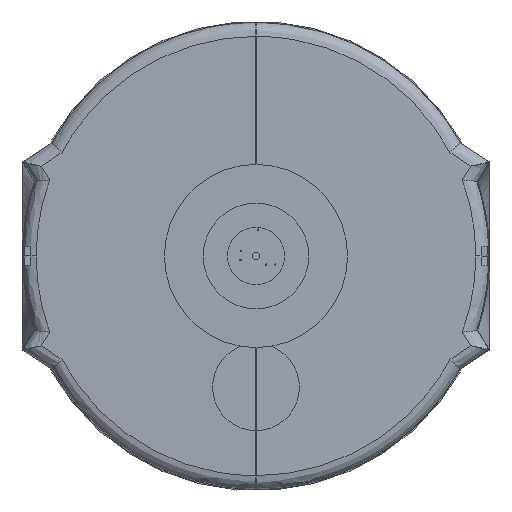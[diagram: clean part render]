
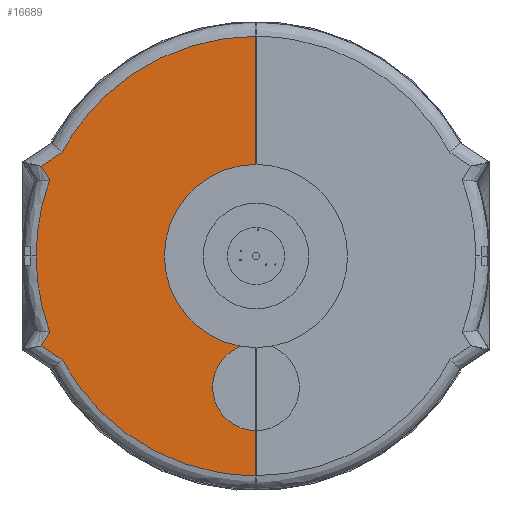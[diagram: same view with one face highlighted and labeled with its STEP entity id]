
A CAD part, front view. The second image highlights one B-rep face of the part: STEP entity #16689.
In plain terms, the highlighted planar face has unit normal (-0.018, -1, 0).
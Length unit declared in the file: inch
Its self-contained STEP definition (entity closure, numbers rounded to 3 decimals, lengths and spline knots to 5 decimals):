
#329 = AXIS2_PLACEMENT_3D ( 'NONE', #11342, #11386, #11387 ) ;
#572 = EDGE_CURVE ( 'NONE', #18171, #18130, #4457, .T. ) ;
#667 = EDGE_CURVE ( 'NONE', #18228, #18233, #4378, .T. ) ;
#878 = CARTESIAN_POINT ( 'NONE',  ( -1.34694, 1.21723, -0.52021 ) ) ;
#879 = CARTESIAN_POINT ( 'NONE',  ( -1.36526, 1.21755, -0.54934 ) ) ;
#883 = CARTESIAN_POINT ( 'NONE',  ( -1.32862, 1.21691, -0.49107 ) ) ;
#884 = CARTESIAN_POINT ( 'NONE',  ( -1.38358, 1.21787, -0.57847 ) ) ;
#3786 = CARTESIAN_POINT ( 'NONE',  ( -1.34694, 1.21723, 0.52021 ) ) ;
#3797 = CARTESIAN_POINT ( 'NONE',  ( -1.36526, 1.21755, 0.54934 ) ) ;
#3803 = CARTESIAN_POINT ( 'NONE',  ( -1.38358, 1.21787, 0.57847 ) ) ;
#3804 = CARTESIAN_POINT ( 'NONE',  ( -1.32862, 1.21691, 0.49107 ) ) ;
#3935 = DIRECTION ( 'NONE',  ( 0., 0., -1. ) ) ;
#3936 = CARTESIAN_POINT ( 'NONE',  ( 0., 1.19372, 1.505 ) ) ;
#4373 =( BOUNDED_CURVE ( )  B_SPLINE_CURVE ( 3, ( #7154, #7137, #7143, #7155 ),
 .UNSPECIFIED., .F., .F. ) 
 B_SPLINE_CURVE_WITH_KNOTS ( ( 4, 4 ),
 ( 4.71128, 5.7921 ),
 .UNSPECIFIED. ) 
 CURVE ( )  GEOMETRIC_REPRESENTATION_ITEM ( )  RATIONAL_B_SPLINE_CURVE ( ( 1., 0.905, 0.905, 1. ) ) 
 REPRESENTATION_ITEM ( '' )  );
#4378 = B_SPLINE_CURVE_WITH_KNOTS ( 'NONE', 3,
 ( #883, #878, #879, #884 ),
 .UNSPECIFIED., .F., .F.,
 ( 4, 4 ),
 ( 0., 0.00262 ),
 .UNSPECIFIED. ) ;
#4417 =( BOUNDED_CURVE ( )  B_SPLINE_CURVE ( 3, ( #15658, #15660, #15674, #15675 ),
 .UNSPECIFIED., .F., .F. ) 
 B_SPLINE_CURVE_WITH_KNOTS ( ( 4, 4 ),
 ( 5.92876, 6.28319 ),
 .UNSPECIFIED. ) 
 CURVE ( )  GEOMETRIC_REPRESENTATION_ITEM ( )  RATIONAL_B_SPLINE_CURVE ( ( 1., 0.99, 0.99, 1. ) ) 
 REPRESENTATION_ITEM ( '' )  );
#4457 = B_SPLINE_CURVE_WITH_KNOTS ( 'NONE', 3,
 ( #3803, #3797, #3786, #3804 ),
 .UNSPECIFIED., .F., .F.,
 ( 4, 4 ),
 ( 0., 0.00262 ),
 .UNSPECIFIED. ) ;
#4479 = B_SPLINE_CURVE_WITH_KNOTS ( 'NONE', 3,
 ( #5346, #5347, #5351, #5352 ),
 .UNSPECIFIED., .F., .F.,
 ( 4, 4 ),
 ( 0., 0.00409 ),
 .UNSPECIFIED. ) ;
#4495 =( BOUNDED_CURVE ( )  B_SPLINE_CURVE ( 3, ( #15782, #15766, #15784, #15785 ),
 .UNSPECIFIED., .F., .T. ) 
 B_SPLINE_CURVE_WITH_KNOTS ( ( 4, 4 ),
 ( 0.49109, 1.57191 ),
 .UNSPECIFIED. ) 
 CURVE ( )  GEOMETRIC_REPRESENTATION_ITEM ( )  RATIONAL_B_SPLINE_CURVE ( ( 1., 0.905, 0.905, 1. ) ) 
 REPRESENTATION_ITEM ( '' )  );
#4534 =( BOUNDED_CURVE ( )  B_SPLINE_CURVE ( 3, ( #4997, #4998, #5004, #5005 ),
 .UNSPECIFIED., .F., .F. ) 
 B_SPLINE_CURVE_WITH_KNOTS ( ( 4, 4 ),
 ( 0., 0.35442 ),
 .UNSPECIFIED. ) 
 CURVE ( )  GEOMETRIC_REPRESENTATION_ITEM ( )  RATIONAL_B_SPLINE_CURVE ( ( 1., 0.99, 0.99, 1. ) ) 
 REPRESENTATION_ITEM ( '' )  );
#4537 =( BOUNDED_CURVE ( )  B_SPLINE_CURVE ( 3, ( #15743, #15734, #15736, #15745 ),
 .UNSPECIFIED., .F., .F. ) 
 B_SPLINE_CURVE_WITH_KNOTS ( ( 4, 4 ),
 ( 4.71239, 7.85398 ),
 .UNSPECIFIED. ) 
 CURVE ( )  GEOMETRIC_REPRESENTATION_ITEM ( )  RATIONAL_B_SPLINE_CURVE ( ( 1., 0.333, 0.333, 1. ) ) 
 REPRESENTATION_ITEM ( '' )  );
#4549 = B_SPLINE_CURVE_WITH_KNOTS ( 'NONE', 3,
 ( #7208, #7207, #7283, #7284 ),
 .UNSPECIFIED., .F., .F.,
 ( 4, 4 ),
 ( 0., 0.00409 ),
 .UNSPECIFIED. ) ;
#4997 = CARTESIAN_POINT ( 'NONE',  ( -1.41657, 1.21844, 0. ) ) ;
#4998 = CARTESIAN_POINT ( 'NONE',  ( -1.41657, 1.21844, -0.16805 ) ) ;
#5004 = CARTESIAN_POINT ( 'NONE',  ( -1.38695, 1.21793, -0.33347 ) ) ;
#5005 = CARTESIAN_POINT ( 'NONE',  ( -1.32862, 1.21691, -0.49107 ) ) ;
#5346 = CARTESIAN_POINT ( 'NONE',  ( -1.38358, 1.21787, -0.57847 ) ) ;
#5347 = CARTESIAN_POINT ( 'NONE',  ( -1.33883, 1.21709, -0.60808 ) ) ;
#5351 = CARTESIAN_POINT ( 'NONE',  ( -1.29409, 1.2163, -0.63768 ) ) ;
#5352 = CARTESIAN_POINT ( 'NONE',  ( -1.24935, 1.21552, -0.66729 ) ) ;
#6261 = CARTESIAN_POINT ( 'NONE',  ( -1.32862, 1.21691, 0.49107 ) ) ;
#6263 = CARTESIAN_POINT ( 'NONE',  ( -1.41657, 1.21844, 0. ) ) ;
#6270 = CARTESIAN_POINT ( 'NONE',  ( 0., 1.19372, -0.375 ) ) ;
#6274 = CARTESIAN_POINT ( 'NONE',  ( 0., 1.19372, 0.375 ) ) ;
#6275 = CARTESIAN_POINT ( 'NONE',  ( 0., 1.19372, -1.415 ) ) ;
#6276 = CARTESIAN_POINT ( 'NONE',  ( -1.24935, 1.21552, -0.66729 ) ) ;
#6295 = CARTESIAN_POINT ( 'NONE',  ( 0., 1.19372, 1.415 ) ) ;
#6300 = CARTESIAN_POINT ( 'NONE',  ( -1.38358, 1.21787, 0.57847 ) ) ;
#6304 = CARTESIAN_POINT ( 'NONE',  ( -1.24935, 1.21552, 0.66729 ) ) ;
#6356 = CARTESIAN_POINT ( 'NONE',  ( -1.32862, 1.21691, -0.49107 ) ) ;
#6361 = CARTESIAN_POINT ( 'NONE',  ( -1.38358, 1.21787, -0.57847 ) ) ;
#6822 = DIRECTION ( 'NONE',  ( 0., 0., -1. ) ) ;
#6827 = CARTESIAN_POINT ( 'NONE',  ( 0., 1.19372, 1.505 ) ) ;
#7137 = CARTESIAN_POINT ( 'NONE',  ( -0.53628, 1.20308, 1.41559 ) ) ;
#7143 = CARTESIAN_POINT ( 'NONE',  ( -0.99645, 1.21111, 1.1402 ) ) ;
#7154 = CARTESIAN_POINT ( 'NONE',  ( 0., 1.19372, 1.415 ) ) ;
#7155 = CARTESIAN_POINT ( 'NONE',  ( -1.24935, 1.21552, 0.66729 ) ) ;
#7207 = CARTESIAN_POINT ( 'NONE',  ( -1.29409, 1.2163, 0.63768 ) ) ;
#7208 = CARTESIAN_POINT ( 'NONE',  ( -1.24935, 1.21552, 0.66729 ) ) ;
#7283 = CARTESIAN_POINT ( 'NONE',  ( -1.33883, 1.21709, 0.60808 ) ) ;
#7284 = CARTESIAN_POINT ( 'NONE',  ( -1.38358, 1.21787, 0.57847 ) ) ;
#11342 = CARTESIAN_POINT ( 'NONE',  ( 0., 1.19372, 1.505 ) ) ;
#11343 = PLANE ( 'NONE',  #329 ) ;
#11386 = DIRECTION ( 'NONE',  ( -0.017, -1., 0. ) ) ;
#11387 = DIRECTION ( 'NONE',  ( -1., 0.017, 0. ) ) ;
#11524 = EDGE_CURVE ( 'NONE', #18139, #18144, #14860, .T. ) ;
#11660 = EDGE_CURVE ( 'NONE', #18132, #18228, #4534, .T. ) ;
#11762 = EDGE_CURVE ( 'NONE', #18233, #18145, #4479, .T. ) ;
#11872 = EDGE_CURVE ( 'NONE', #18165, #18143, #15205, .T. ) ;
#11933 = EDGE_CURVE ( 'NONE', #18165, #18175, #4373, .T. ) ;
#11941 = EDGE_CURVE ( 'NONE', #18175, #18171, #4549, .T. ) ;
#11993 = EDGE_CURVE ( 'NONE', #18130, #18132, #4417, .T. ) ;
#12007 = EDGE_CURVE ( 'NONE', #18139, #18143, #4537, .T. ) ;
#12012 = EDGE_CURVE ( 'NONE', #18145, #18144, #4495, .T. ) ;
#14860 = LINE ( 'NONE', #3936, #14863 ) ;
#14863 = VECTOR ( 'NONE', #3935, 39.37008 ) ;
#15205 = LINE ( 'NONE', #6827, #15209 ) ;
#15209 = VECTOR ( 'NONE', #6822, 39.37008 ) ;
#15658 = CARTESIAN_POINT ( 'NONE',  ( -1.32862, 1.21691, 0.49107 ) ) ;
#15660 = CARTESIAN_POINT ( 'NONE',  ( -1.38695, 1.21793, 0.33347 ) ) ;
#15674 = CARTESIAN_POINT ( 'NONE',  ( -1.41657, 1.21844, 0.16805 ) ) ;
#15675 = CARTESIAN_POINT ( 'NONE',  ( -1.41657, 1.21844, 0. ) ) ;
#15734 = CARTESIAN_POINT ( 'NONE',  ( -0.75, 1.20681, -0.375 ) ) ;
#15736 = CARTESIAN_POINT ( 'NONE',  ( -0.75, 1.20681, 0.375 ) ) ;
#15743 = CARTESIAN_POINT ( 'NONE',  ( 0., 1.19372, -0.375 ) ) ;
#15745 = CARTESIAN_POINT ( 'NONE',  ( 0., 1.19372, 0.375 ) ) ;
#15766 = CARTESIAN_POINT ( 'NONE',  ( -0.99645, 1.21111, -1.1402 ) ) ;
#15782 = CARTESIAN_POINT ( 'NONE',  ( -1.24935, 1.21552, -0.66729 ) ) ;
#15784 = CARTESIAN_POINT ( 'NONE',  ( -0.53628, 1.20308, -1.41559 ) ) ;
#15785 = CARTESIAN_POINT ( 'NONE',  ( 0., 1.19372, -1.415 ) ) ;
#16689 = ADVANCED_FACE ( 'NONE', ( #17390 ), #11343, .T. ) ;
#16814 = ORIENTED_EDGE ( 'NONE', *, *, #11524, .F. ) ;
#16815 = ORIENTED_EDGE ( 'NONE', *, *, #11762, .T. ) ;
#17390 = FACE_OUTER_BOUND ( 'NONE', #19129, .T. ) ;
#18130 = VERTEX_POINT ( 'NONE', #6261 ) ;
#18132 = VERTEX_POINT ( 'NONE', #6263 ) ;
#18139 = VERTEX_POINT ( 'NONE', #6270 ) ;
#18143 = VERTEX_POINT ( 'NONE', #6274 ) ;
#18144 = VERTEX_POINT ( 'NONE', #6275 ) ;
#18145 = VERTEX_POINT ( 'NONE', #6276 ) ;
#18165 = VERTEX_POINT ( 'NONE', #6295 ) ;
#18171 = VERTEX_POINT ( 'NONE', #6300 ) ;
#18175 = VERTEX_POINT ( 'NONE', #6304 ) ;
#18228 = VERTEX_POINT ( 'NONE', #6356 ) ;
#18233 = VERTEX_POINT ( 'NONE', #6361 ) ;
#18785 = ORIENTED_EDGE ( 'NONE', *, *, #667, .T. ) ;
#18790 = ORIENTED_EDGE ( 'NONE', *, *, #11993, .T. ) ;
#18791 = ORIENTED_EDGE ( 'NONE', *, *, #11660, .T. ) ;
#18860 = ORIENTED_EDGE ( 'NONE', *, *, #572, .T. ) ;
#18940 = ORIENTED_EDGE ( 'NONE', *, *, #11941, .T. ) ;
#18942 = ORIENTED_EDGE ( 'NONE', *, *, #11933, .T. ) ;
#18943 = ORIENTED_EDGE ( 'NONE', *, *, #12007, .T. ) ;
#18945 = ORIENTED_EDGE ( 'NONE', *, *, #11872, .F. ) ;
#18948 = ORIENTED_EDGE ( 'NONE', *, *, #12012, .T. ) ;
#19129 = EDGE_LOOP ( 'NONE', ( #16815, #18948, #16814, #18943, #18945, #18942, #18940, #18860, #18790, #18791, #18785 ) ) ;
